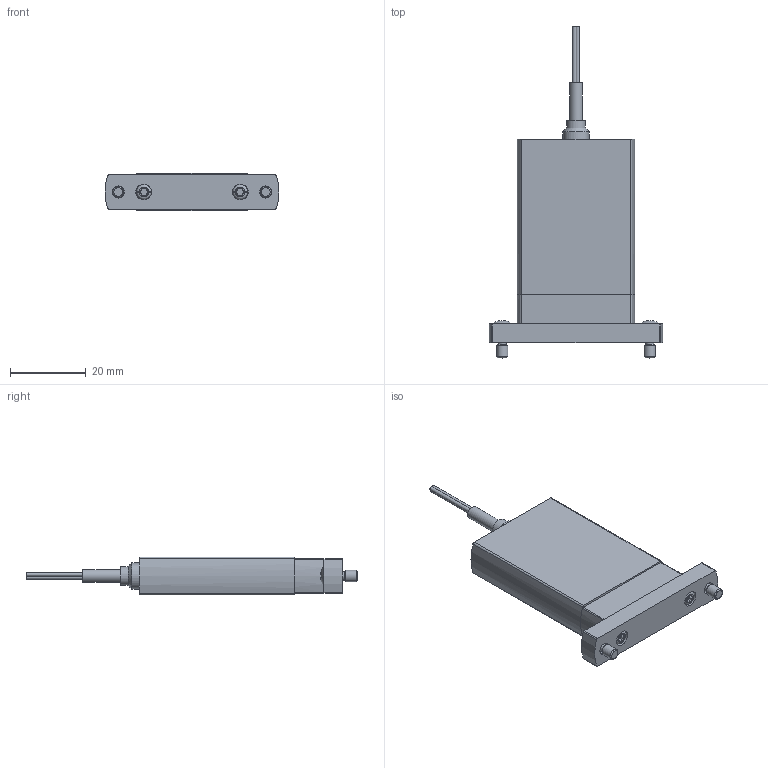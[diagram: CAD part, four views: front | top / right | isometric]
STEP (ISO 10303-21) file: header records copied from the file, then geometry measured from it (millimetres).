
FILE_DESCRIPTION(/* description */ ('STEP AP214'),/* implementation_level */ '2;1');
FILE_NAME(/* name */ '567796_MHJ10-S-25-HF_LP',/* time_stamp */ '2024-09-06T14:17:38+02:00',/* author */ ('License CC BY-ND 4.0'),/* organization */ ('CADENAS'),/* preprocessor_version */ 'ST-DEVELOPER v19.3',/* originating_system */ 'PARTsolutions',/* authorisation */ ' ');
FILE_SCHEMA (('AUTOMOTIVE_DESIGN {1 0 10303 214 3 1 1}'));
Length unit declared in the file: millimetre
Products named in the file (5): 567796 MHJ10-S-2.5-HF/LP; 936192 MHJ10-MF; 723898 MHJ10-S-K; 726752 F-M3X7.5-8.8; 741061 DPT-F-2.2x17.5-PT10
Assembly tree (6 placements, depth 2):
  567796 MHJ10-S-2.5-HF/LP
    936192 MHJ10-MF
    723898 MHJ10-S-K
    726752 F-M3X7.5-8.8  x2
    741061 DPT-F-2.2x17.5-PT10  x2
Bounding box: 46 x 87.8 x 10 mm (x, y, z)
Volume: 16828.9 mm3; surface area: 7173.3 mm2
Topology: 6 solids, 6 shells, 177 faces, 413 edges, 269 vertices
Faces by surface type: plane 87, cylinder 76, cone 10, sphere 2, torus 2
Full cylindrical faces by diameter (mm): 1.65 x2, 2.2 x4, 2.4 x2, 3 x2, 3.2 x3, 3.3 x1, 3.4 x3, 4 x2, 4.2 x2, 5 x1, 5.6 x2, 6 x2, 7 x1
Entity records: 4017 total; most frequent: DIRECTION 675, CARTESIAN_POINT 596, ORIENTED_EDGE 522, AXIS2_PLACEMENT_3D 283, EDGE_CURVE 261, VERTEX_POINT 188, EDGE_LOOP 183, FACE_BOUND 183
